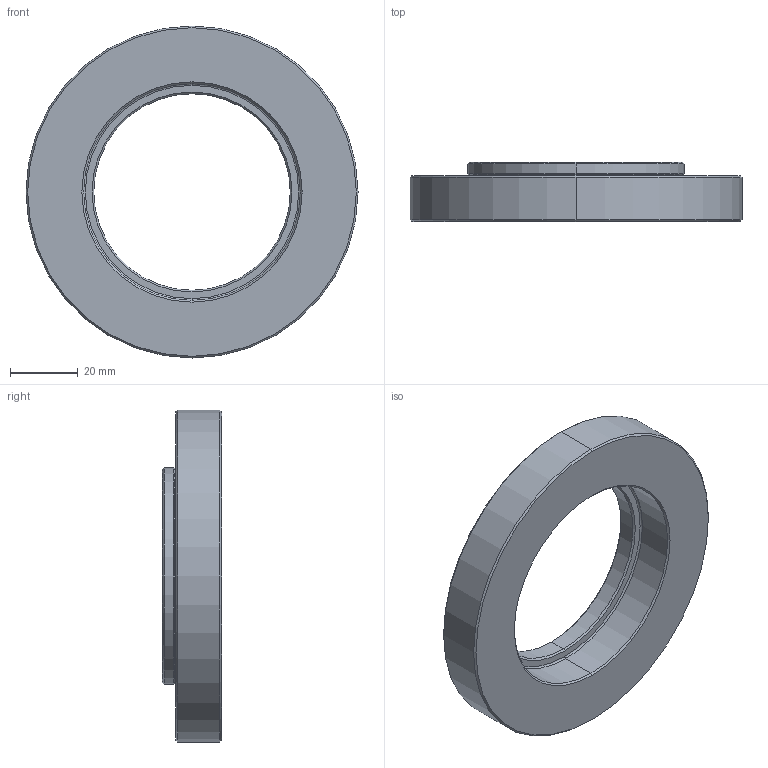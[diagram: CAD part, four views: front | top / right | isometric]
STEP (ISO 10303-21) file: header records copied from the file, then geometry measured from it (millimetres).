
FILE_DESCRIPTION (( 'STEP AP214' ), '1' );
FILE_NAME ('Entretoise disques XS.STEP', '2018-11-12T14:03:56', ( '' ), ( '' ), 'SwSTEP 2.0', 'SolidWorks 2017', '' );
FILE_SCHEMA (( 'AUTOMOTIVE_DESIGN' ));
Length unit declared in the file: millimetre
Products named in the file (1): Entretoise disques XS
Bounding box: 98 x 17.5 x 98 mm (x, y, z)
Volume: 61672.7 mm3; surface area: 17752.4 mm2
Topology: 1 solids, 1 shells, 32 faces, 64 edges, 36 vertices
Faces by surface type: cone 14, cylinder 8, torus 6, plane 4
Entity records: 868 total; most frequent: DIRECTION 172, CARTESIAN_POINT 133, ORIENTED_EDGE 128, AXIS2_PLACEMENT_3D 75, EDGE_CURVE 64, CIRCLE 42, VERTEX_POINT 36, EDGE_LOOP 36
